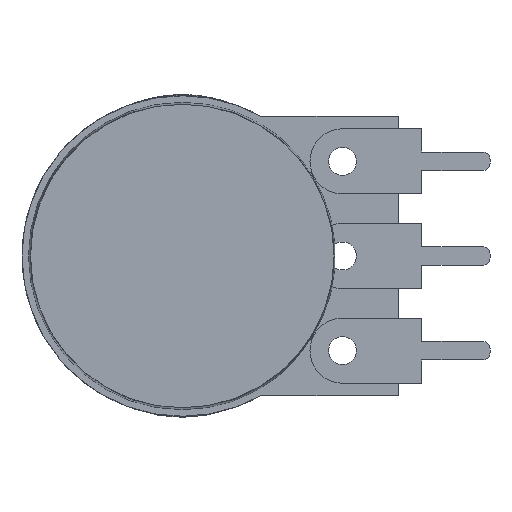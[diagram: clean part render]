
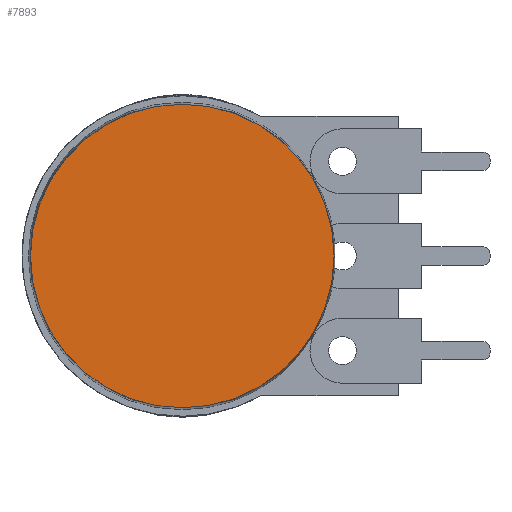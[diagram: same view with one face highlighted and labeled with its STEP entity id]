
A CAD part, front view. The second image highlights one B-rep face of the part: STEP entity #7893.
In plain terms, the highlighted planar face has unit normal (0, -1, 0).
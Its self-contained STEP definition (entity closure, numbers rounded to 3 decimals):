
#380 = VERTEX_POINT ( 'NONE', #3112 ) ;
#510 = DIRECTION ( 'NONE',  ( 0., 0., 1. ) ) ;
#1556 = ORIENTED_EDGE ( 'NONE', *, *, #7878, .F. ) ;
#1723 = DIRECTION ( 'NONE',  ( 0., 1., 0. ) ) ;
#1801 = EDGE_CURVE ( 'NONE', #13980, #380, #13901, .T. ) ;
#2187 = AXIS2_PLACEMENT_3D ( 'NONE', #7405, #8193, #4770 ) ;
#2852 = CARTESIAN_POINT ( 'NONE',  ( 0., -6., 0. ) ) ;
#3112 = CARTESIAN_POINT ( 'NONE',  ( 0., -6., -8.145 ) ) ;
#4770 = DIRECTION ( 'NONE',  ( 0., 0., 1. ) ) ;
#4849 = PLANE ( 'NONE',  #5102 ) ;
#5102 = AXIS2_PLACEMENT_3D ( 'NONE', #2852, #1723, #510 ) ;
#5256 = CARTESIAN_POINT ( 'NONE',  ( 0., -6., 0. ) ) ;
#5685 = EDGE_LOOP ( 'NONE', ( #13584, #1556 ) ) ;
#7040 = CIRCLE ( 'NONE', #2187, 8.145 ) ;
#7405 = CARTESIAN_POINT ( 'NONE',  ( 0., -6., 0. ) ) ;
#7878 = EDGE_CURVE ( 'NONE', #380, #13980, #7040, .T. ) ;
#7893 = ADVANCED_FACE ( 'NONE', ( #14131 ), #4849, .F. ) ;
#8193 = DIRECTION ( 'NONE',  ( 0., 1., 0. ) ) ;
#9290 = AXIS2_PLACEMENT_3D ( 'NONE', #5256, #14535, #11174 ) ;
#11174 = DIRECTION ( 'NONE',  ( 0., 0., 1. ) ) ;
#13584 = ORIENTED_EDGE ( 'NONE', *, *, #1801, .F. ) ;
#13901 = CIRCLE ( 'NONE', #9290, 8.145 ) ;
#13980 = VERTEX_POINT ( 'NONE', #14612 ) ;
#14131 = FACE_OUTER_BOUND ( 'NONE', #5685, .T. ) ;
#14535 = DIRECTION ( 'NONE',  ( 0., 1., 0. ) ) ;
#14612 = CARTESIAN_POINT ( 'NONE',  ( 0., -6., 8.145 ) ) ;
